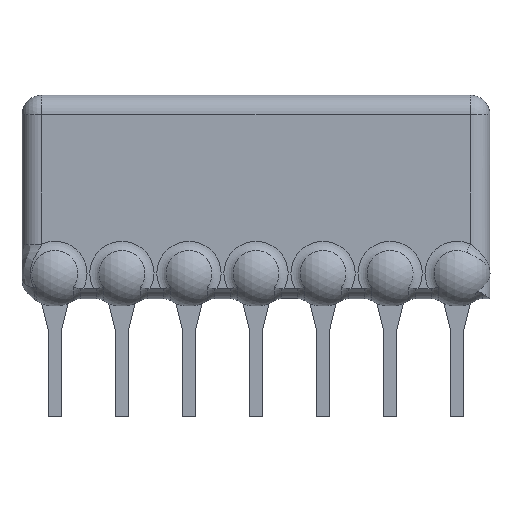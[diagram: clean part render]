
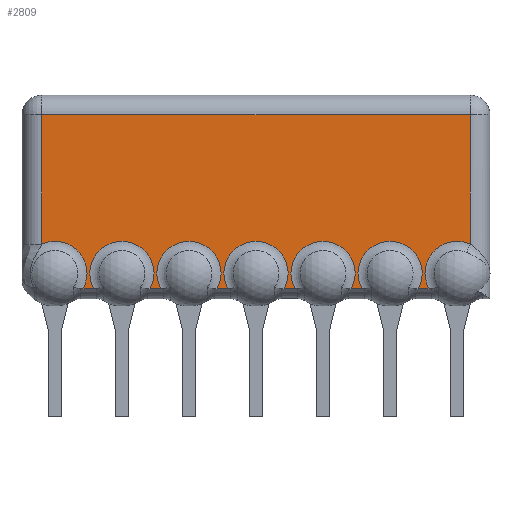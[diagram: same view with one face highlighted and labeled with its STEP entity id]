
A CAD part, left-side view. The second image highlights one B-rep face of the part: STEP entity #2809.
In plain terms, the highlighted planar face has unit normal (-1, 0, 0).
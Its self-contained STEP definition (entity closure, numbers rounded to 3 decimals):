
#191=CARTESIAN_POINT('',(-0.75,0.75,
1.112));
#405=CARTESIAN_POINT('',(-0.75,16.485,0.));
#406=DIRECTION('',(1.,0.,0.));
#407=DIRECTION('',(0.,0.407,0.914));
#408=AXIS2_PLACEMENT_3D('',#405,#406,#407);
#644=DIRECTION('',(0.,0.,-1.));
#645=VECTOR('',#644,4.893);
#646=CARTESIAN_POINT('',(-0.75,16.98,6.005));
#647=LINE('',#646,#645);
#648=DIRECTION('',(0.,0.,-1.));
#649=VECTOR('',#648,4.893);
#650=CARTESIAN_POINT('',(-0.75,0.75,6.005));
#651=LINE('',#650,#649);
#652=CARTESIAN_POINT('',(-0.75,1.245,0.));
#653=DIRECTION('',(1.,0.,0.));
#654=DIRECTION('',(0.,0.875,-0.484));
#655=AXIS2_PLACEMENT_3D('',#652,#653,#654);
#657=DIRECTION('',(0.,1.,0.));
#658=VECTOR('',#657,0.409);
#659=CARTESIAN_POINT('',(-0.75,2.311,-0.589));
#660=LINE('',#659,#658);
#661=DIRECTION('',(0.,1.,0.));
#662=VECTOR('',#661,0.409);
#663=CARTESIAN_POINT('',(-0.75,4.851,-0.589));
#664=LINE('',#663,#662);
#665=DIRECTION('',(0.,1.,0.));
#666=VECTOR('',#665,0.409);
#667=CARTESIAN_POINT('',(-0.75,7.391,-0.589));
#668=LINE('',#667,#666);
#669=DIRECTION('',(0.,1.,0.));
#670=VECTOR('',#669,0.409);
#671=CARTESIAN_POINT('',(-0.75,9.931,-0.589));
#672=LINE('',#671,#670);
#673=DIRECTION('',(0.,1.,0.));
#674=VECTOR('',#673,0.409);
#675=CARTESIAN_POINT('',(-0.75,12.471,-0.589));
#676=LINE('',#675,#674);
#677=DIRECTION('',(0.,1.,0.));
#678=VECTOR('',#677,0.409);
#679=CARTESIAN_POINT('',(-0.75,15.011,-0.589));
#680=LINE('',#679,#678);
#691=DIRECTION('',(0.,1.,0.));
#692=VECTOR('',#691,16.23);
#693=CARTESIAN_POINT('',(-0.75,0.75,6.005));
#694=LINE('',#693,#692);
#724=CARTESIAN_POINT('',(-0.75,3.785,0.));
#725=DIRECTION('',(1.,0.,0.));
#726=DIRECTION('',(0.,0.875,-0.484));
#727=AXIS2_PLACEMENT_3D('',#724,#725,#726);
#784=CARTESIAN_POINT('',(-0.75,6.325,0.));
#785=DIRECTION('',(1.,0.,0.));
#786=DIRECTION('',(0.,0.875,-0.484));
#787=AXIS2_PLACEMENT_3D('',#784,#785,#786);
#950=CARTESIAN_POINT('',(-0.75,8.865,0.));
#951=DIRECTION('',(1.,0.,0.));
#952=DIRECTION('',(0.,0.875,-0.484));
#953=AXIS2_PLACEMENT_3D('',#950,#951,#952);
#1111=CARTESIAN_POINT('',(-0.75,11.405,0.));
#1112=DIRECTION('',(1.,0.,0.));
#1113=DIRECTION('',(0.,0.875,-0.484));
#1114=AXIS2_PLACEMENT_3D('',#1111,#1112,#1113);
#1277=CARTESIAN_POINT('',(-0.75,13.945,0.));
#1278=DIRECTION('',(1.,0.,0.));
#1279=DIRECTION('',(0.,0.875,-0.484));
#1280=AXIS2_PLACEMENT_3D('',#1277,#1278,#1279);
#1572=CARTESIAN_POINT('',(-0.75,0.75,6.005));
#1574=VERTEX_POINT('',#1572);
#1577=VERTEX_POINT('',#191);
#1580=CARTESIAN_POINT('',(-0.75,2.311,-0.589));
#1581=VERTEX_POINT('',#1580);
#1599=CARTESIAN_POINT('',(-0.75,4.851,-0.589));
#1600=CARTESIAN_POINT('',(-0.75,5.259,-0.589));
#1601=VERTEX_POINT('',#1599);
#1602=VERTEX_POINT('',#1600);
#1607=CARTESIAN_POINT('',(-0.75,2.719,-0.589));
#1608=VERTEX_POINT('',#1607);
#1619=CARTESIAN_POINT('',(-0.75,7.391,-0.589));
#1620=CARTESIAN_POINT('',(-0.75,7.799,-0.589));
#1621=VERTEX_POINT('',#1619);
#1622=VERTEX_POINT('',#1620);
#1623=CARTESIAN_POINT('',(-0.75,9.931,-0.589));
#1624=CARTESIAN_POINT('',(-0.75,10.339,-0.589));
#1625=VERTEX_POINT('',#1623);
#1626=VERTEX_POINT('',#1624);
#1627=CARTESIAN_POINT('',(-0.75,12.471,-0.589));
#1628=CARTESIAN_POINT('',(-0.75,12.879,-0.589));
#1629=VERTEX_POINT('',#1627);
#1630=VERTEX_POINT('',#1628);
#1631=CARTESIAN_POINT('',(-0.75,15.011,-0.589));
#1632=CARTESIAN_POINT('',(-0.75,15.419,-0.589));
#1633=VERTEX_POINT('',#1631);
#1634=VERTEX_POINT('',#1632);
#1859=CARTESIAN_POINT('',(-0.75,16.98,6.005));
#1860=CARTESIAN_POINT('',(-0.75,16.98,1.112));
#1861=VERTEX_POINT('',#1859);
#1862=VERTEX_POINT('',#1860);
#2779=CARTESIAN_POINT('',(-0.75,0.,-0.589));
#2780=DIRECTION('',(-1.,0.,0.));
#2781=DIRECTION('',(0.,0.,1.));
#2782=AXIS2_PLACEMENT_3D('',#2779,#2780,#2781);
#2783=PLANE('',#2782);
#2784=ORIENTED_EDGE('',*,*,#2346,.F.);
#2786=ORIENTED_EDGE('',*,*,#2785,.F.);
#2787=ORIENTED_EDGE('',*,*,#2106,.T.);
#2789=ORIENTED_EDGE('',*,*,#2788,.F.);
#2790=ORIENTED_EDGE('',*,*,#1973,.T.);
#2792=ORIENTED_EDGE('',*,*,#2791,.F.);
#2793=ORIENTED_EDGE('',*,*,#1957,.T.);
#2795=ORIENTED_EDGE('',*,*,#2794,.F.);
#2796=ORIENTED_EDGE('',*,*,#2073,.T.);
#2798=ORIENTED_EDGE('',*,*,#2797,.F.);
#2799=ORIENTED_EDGE('',*,*,#2041,.T.);
#2801=ORIENTED_EDGE('',*,*,#2800,.F.);
#2802=ORIENTED_EDGE('',*,*,#2017,.T.);
#2804=ORIENTED_EDGE('',*,*,#2803,.F.);
#2805=ORIENTED_EDGE('',*,*,#1993,.T.);
#2806=ORIENTED_EDGE('',*,*,#2446,.F.);
#2807=EDGE_LOOP('',(#2784,#2786,#2787,#2789,#2790,#2792,#2793,#2795,#2796,#2798,
#2799,#2801,#2802,#2804,#2805,#2806));
#2808=FACE_OUTER_BOUND('',#2807,.F.);
#409=CIRCLE('',#408,1.218);
#656=CIRCLE('',#655,1.218);
#728=CIRCLE('',#727,1.218);
#788=CIRCLE('',#787,1.218);
#954=CIRCLE('',#953,1.218);
#1115=CIRCLE('',#1114,1.218);
#1281=CIRCLE('',#1280,1.218);
#1957=EDGE_CURVE('',#1601,#1602,#664,.T.);
#1973=EDGE_CURVE('',#1581,#1608,#660,.T.);
#1993=EDGE_CURVE('',#1633,#1634,#680,.T.);
#2017=EDGE_CURVE('',#1629,#1630,#676,.T.);
#2041=EDGE_CURVE('',#1625,#1626,#672,.T.);
#2073=EDGE_CURVE('',#1621,#1622,#668,.T.);
#2106=EDGE_CURVE('',#1574,#1577,#651,.T.);
#2346=EDGE_CURVE('',#1861,#1862,#647,.T.);
#2446=EDGE_CURVE('',#1862,#1634,#409,.T.);
#2785=EDGE_CURVE('',#1574,#1861,#694,.T.);
#2788=EDGE_CURVE('',#1581,#1577,#656,.T.);
#2791=EDGE_CURVE('',#1601,#1608,#728,.T.);
#2794=EDGE_CURVE('',#1621,#1602,#788,.T.);
#2797=EDGE_CURVE('',#1625,#1622,#954,.T.);
#2800=EDGE_CURVE('',#1629,#1626,#1115,.T.);
#2803=EDGE_CURVE('',#1633,#1630,#1281,.T.);
#2809=ADVANCED_FACE('',(#2808),#2783,.T.);
